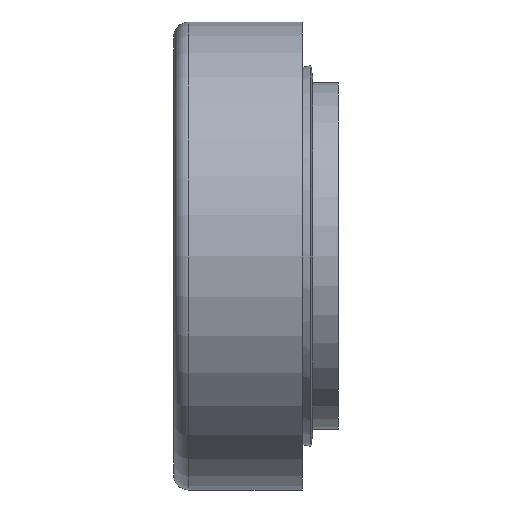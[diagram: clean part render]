
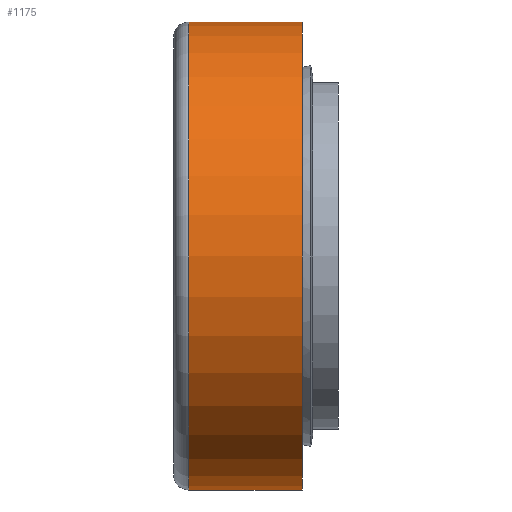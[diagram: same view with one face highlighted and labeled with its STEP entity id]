
A CAD part, front view. The second image highlights one B-rep face of the part: STEP entity #1175.
In plain terms, the highlighted cylindrical face has radius 36.117 mm (diameter 72.233 mm), a full revolution.
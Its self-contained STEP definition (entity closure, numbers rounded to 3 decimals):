
#136=CYLINDRICAL_SURFACE('',#1318,36.117);
#215=ORIENTED_EDGE('',*,*,#529,.T.);
#216=ORIENTED_EDGE('',*,*,#528,.F.);
#528=EDGE_CURVE('',#691,#691,#806,.T.);
#529=EDGE_CURVE('',#692,#692,#807,.T.);
#691=VERTEX_POINT('',#1961);
#692=VERTEX_POINT('',#1964);
#806=CIRCLE('',#1317,36.117);
#807=CIRCLE('',#1319,36.117);
#886=EDGE_LOOP('',(#215));
#887=EDGE_LOOP('',(#216));
#1020=FACE_BOUND('',#886,.T.);
#1021=FACE_BOUND('',#887,.T.);
#1175=ADVANCED_FACE('',(#1020,#1021),#136,.T.);
#1317=AXIS2_PLACEMENT_3D('',#1960,#1555,#1556);
#1318=AXIS2_PLACEMENT_3D('',#1962,#1557,#1558);
#1319=AXIS2_PLACEMENT_3D('',#1963,#1559,#1560);
#1555=DIRECTION('',(1.,0.,0.));
#1556=DIRECTION('',(0.,0.,-1.));
#1557=DIRECTION('',(1.,0.,0.));
#1558=DIRECTION('',(0.,0.,-1.));
#1559=DIRECTION('',(1.,0.,0.));
#1560=DIRECTION('',(0.,0.,-1.));
#1960=CARTESIAN_POINT('',(19.842,0.,0.));
#1961=CARTESIAN_POINT('',(19.842,0.,-36.117));
#1962=CARTESIAN_POINT('',(19.842,0.,0.));
#1963=CARTESIAN_POINT('',(2.3,0.,0.));
#1964=CARTESIAN_POINT('',(2.3,0.,-36.117));
